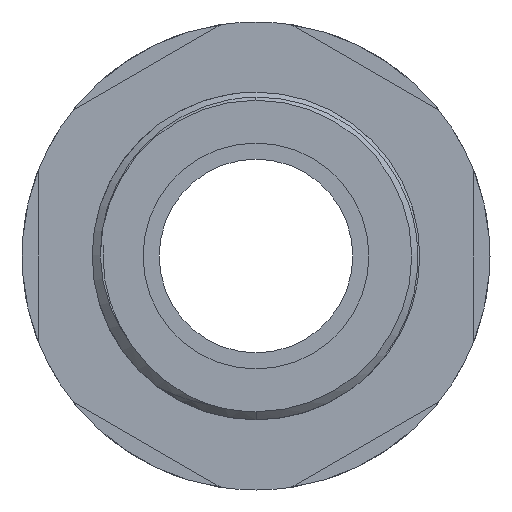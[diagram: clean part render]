
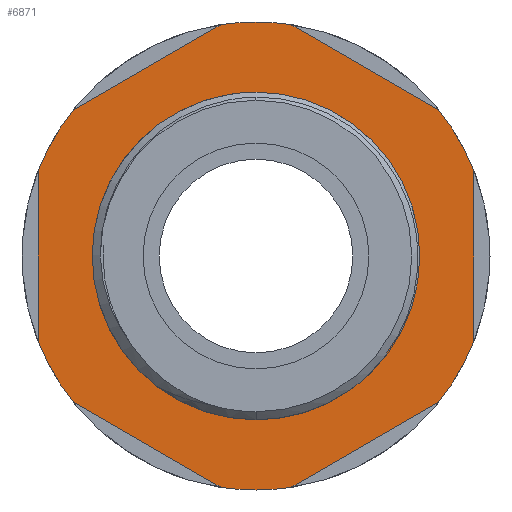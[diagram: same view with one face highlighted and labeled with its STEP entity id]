
A CAD part, front view. The second image highlights one B-rep face of the part: STEP entity #6871.
In plain terms, the highlighted planar face has unit normal (0, -1, 0).
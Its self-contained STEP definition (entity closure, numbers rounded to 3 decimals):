
#202 = VERTEX_POINT ( 'NONE', #6241 ) ;
#240 = CARTESIAN_POINT ( 'NONE',  ( -11.333, -8.5, 9.046 ) ) ;
#348 = ORIENTED_EDGE ( 'NONE', *, *, #9450, .T. ) ;
#366 = CIRCLE ( 'NONE', #7262, 14.5 ) ;
#404 = CARTESIAN_POINT ( 'NONE',  ( -6.75, -8.5, 11.691 ) ) ;
#429 = CARTESIAN_POINT ( 'NONE',  ( 11.333, -8.5, -9.046 ) ) ;
#439 = DIRECTION ( 'NONE',  ( 0., -1., 0. ) ) ;
#463 = CARTESIAN_POINT ( 'NONE',  ( 0., -8.5, -9.815 ) ) ;
#464 = VERTEX_POINT ( 'NONE', #5059 ) ;
#539 = AXIS2_PLACEMENT_3D ( 'NONE', #7601, #2655, #8370 ) ;
#575 = EDGE_CURVE ( 'NONE', #10072, #464, #1839, .T. ) ;
#701 = CARTESIAN_POINT ( 'NONE',  ( 0., -8.5, 0. ) ) ;
#858 = VERTEX_POINT ( 'NONE', #3379 ) ;
#882 = DIRECTION ( 'NONE',  ( 0., -1., 0. ) ) ;
#1291 = AXIS2_PLACEMENT_3D ( 'NONE', #9282, #4529, #10053 ) ;
#1531 = DIRECTION ( 'NONE',  ( 0., 0., -1. ) ) ;
#1605 = VERTEX_POINT ( 'NONE', #1867 ) ;
#1677 = LINE ( 'NONE', #2068, #8226 ) ;
#1691 = ORIENTED_EDGE ( 'NONE', *, *, #5163, .T. ) ;
#1705 = AXIS2_PLACEMENT_3D ( 'NONE', #2340, #8077, #3194 ) ;
#1717 = CARTESIAN_POINT ( 'NONE',  ( 0., -8.5, 0. ) ) ;
#1772 = LINE ( 'NONE', #4456, #5957 ) ;
#1793 = CIRCLE ( 'NONE', #10338, 14.5 ) ;
#1797 = AXIS2_PLACEMENT_3D ( 'NONE', #8145, #3279, #8901 ) ;
#1839 = CIRCLE ( 'NONE', #8807, 14.5 ) ;
#1867 = CARTESIAN_POINT ( 'NONE',  ( -2.167, -8.5, 14.337 ) ) ;
#1897 = CARTESIAN_POINT ( 'NONE',  ( -11.333, -8.5, -9.046 ) ) ;
#2068 = CARTESIAN_POINT ( 'NONE',  ( 6.75, -8.5, -11.691 ) ) ;
#2340 = CARTESIAN_POINT ( 'NONE',  ( 0., -8.5, 0. ) ) ;
#2365 = FACE_BOUND ( 'NONE', #7538, .T. ) ;
#2555 = DIRECTION ( 'NONE',  ( 0., 0., -1. ) ) ;
#2655 = DIRECTION ( 'NONE',  ( 0., -1., 0. ) ) ;
#2689 = VERTEX_POINT ( 'NONE', #8052 ) ;
#2775 = AXIS2_PLACEMENT_3D ( 'NONE', #3612, #9218, #4440 ) ;
#3037 = ORIENTED_EDGE ( 'NONE', *, *, #4881, .T. ) ;
#3194 = DIRECTION ( 'NONE',  ( 0., 0., -1. ) ) ;
#3279 = DIRECTION ( 'NONE',  ( 0., -1., 0. ) ) ;
#3307 = VERTEX_POINT ( 'NONE', #463 ) ;
#3379 = CARTESIAN_POINT ( 'NONE',  ( -13.5, -8.5, -5.292 ) ) ;
#3428 = ORIENTED_EDGE ( 'NONE', *, *, #5464, .T. ) ;
#3612 = CARTESIAN_POINT ( 'NONE',  ( 0., -8.5, 0. ) ) ;
#3683 = CARTESIAN_POINT ( 'NONE',  ( 13.5, -8.5, -5.292 ) ) ;
#3968 = EDGE_CURVE ( 'NONE', #10204, #4641, #8476, .T. ) ;
#4023 = EDGE_CURVE ( 'NONE', #10179, #10276, #1677, .T. ) ;
#4115 = DIRECTION ( 'NONE',  ( 0., 0., -1. ) ) ;
#4248 = EDGE_CURVE ( 'NONE', #9152, #202, #9307, .T. ) ;
#4415 = DIRECTION ( 'NONE',  ( 0., -1., 0. ) ) ;
#4440 = DIRECTION ( 'NONE',  ( 0., 0., -1. ) ) ;
#4456 = CARTESIAN_POINT ( 'NONE',  ( 13.5, -8.5, 0. ) ) ;
#4529 = DIRECTION ( 'NONE',  ( 0., -1., 0. ) ) ;
#4641 = VERTEX_POINT ( 'NONE', #8550 ) ;
#4642 = AXIS2_PLACEMENT_3D ( 'NONE', #1717, #7507, #2555 ) ;
#4712 = DIRECTION ( 'NONE',  ( 0., 0., -1. ) ) ;
#4744 = EDGE_CURVE ( 'NONE', #4641, #7161, #6363, .T. ) ;
#4746 = DIRECTION ( 'NONE',  ( 0., -1., 0. ) ) ;
#4761 = VERTEX_POINT ( 'NONE', #8834 ) ;
#4765 = CARTESIAN_POINT ( 'NONE',  ( 0., -8.5, 0. ) ) ;
#4839 = VECTOR ( 'NONE', #8781, 1000. ) ;
#4881 = EDGE_CURVE ( 'NONE', #464, #858, #6105, .T. ) ;
#5027 = EDGE_CURVE ( 'NONE', #9579, #10179, #366, .T. ) ;
#5059 = CARTESIAN_POINT ( 'NONE',  ( -13.5, -8.5, 5.292 ) ) ;
#5163 = EDGE_CURVE ( 'NONE', #4761, #10204, #1793, .T. ) ;
#5197 = CIRCLE ( 'NONE', #7562, 14.5 ) ;
#5278 = CARTESIAN_POINT ( 'NONE',  ( 6.75, -8.5, 11.691 ) ) ;
#5353 = ORIENTED_EDGE ( 'NONE', *, *, #5027, .T. ) ;
#5370 = CARTESIAN_POINT ( 'NONE',  ( 2.167, -8.5, -14.337 ) ) ;
#5435 = CARTESIAN_POINT ( 'NONE',  ( 11.333, -8.5, 9.046 ) ) ;
#5464 = EDGE_CURVE ( 'NONE', #10276, #7906, #10231, .T. ) ;
#5556 = EDGE_CURVE ( 'NONE', #1605, #10072, #10004, .T. ) ;
#5835 = VECTOR ( 'NONE', #6223, 1000. ) ;
#5877 = CARTESIAN_POINT ( 'NONE',  ( 0., -8.5, 0. ) ) ;
#5879 = EDGE_CURVE ( 'NONE', #3307, #2689, #7555, .T. ) ;
#5957 = VECTOR ( 'NONE', #8489, 1000. ) ;
#6054 = AXIS2_PLACEMENT_3D ( 'NONE', #10139, #439, #6270 ) ;
#6105 = LINE ( 'NONE', #7373, #9524 ) ;
#6140 = ORIENTED_EDGE ( 'NONE', *, *, #5556, .T. ) ;
#6223 = DIRECTION ( 'NONE',  ( -0.866, 0., -0.5 ) ) ;
#6232 = ORIENTED_EDGE ( 'NONE', *, *, #4744, .T. ) ;
#6241 = CARTESIAN_POINT ( 'NONE',  ( -2.167, -8.5, -14.337 ) ) ;
#6270 = DIRECTION ( 'NONE',  ( 0., 0., -1. ) ) ;
#6363 = CIRCLE ( 'NONE', #1705, 14.5 ) ;
#6526 = DIRECTION ( 'NONE',  ( 0., -1., 0. ) ) ;
#6710 = DIRECTION ( 'NONE',  ( 0., 0., -1. ) ) ;
#6863 = CIRCLE ( 'NONE', #1797, 14.5 ) ;
#6871 = ADVANCED_FACE ( 'NONE', ( #2365, #10398 ), #8579, .T. ) ;
#7060 = DIRECTION ( 'NONE',  ( 0.866, 0., 0.5 ) ) ;
#7161 = VERTEX_POINT ( 'NONE', #7535 ) ;
#7262 = AXIS2_PLACEMENT_3D ( 'NONE', #5877, #882, #6710 ) ;
#7273 = ORIENTED_EDGE ( 'NONE', *, *, #9635, .T. ) ;
#7301 = ORIENTED_EDGE ( 'NONE', *, *, #3968, .T. ) ;
#7373 = CARTESIAN_POINT ( 'NONE',  ( -13.5, -8.5, 0. ) ) ;
#7374 = ORIENTED_EDGE ( 'NONE', *, *, #9191, .T. ) ;
#7507 = DIRECTION ( 'NONE',  ( 0., -1., 0. ) ) ;
#7535 = CARTESIAN_POINT ( 'NONE',  ( 0., -8.5, 14.5 ) ) ;
#7538 = EDGE_LOOP ( 'NONE', ( #8522, #10268 ) ) ;
#7555 = CIRCLE ( 'NONE', #2775, 9.815 ) ;
#7562 = AXIS2_PLACEMENT_3D ( 'NONE', #701, #6526, #1531 ) ;
#7601 = CARTESIAN_POINT ( 'NONE',  ( 0., -8.5, 0. ) ) ;
#7739 = DIRECTION ( 'NONE',  ( -0.866, 0., 0.5 ) ) ;
#7906 = VERTEX_POINT ( 'NONE', #3683 ) ;
#8006 = ORIENTED_EDGE ( 'NONE', *, *, #575, .T. ) ;
#8025 = CARTESIAN_POINT ( 'NONE',  ( -6.75, -8.5, -11.691 ) ) ;
#8052 = CARTESIAN_POINT ( 'NONE',  ( 0., -8.5, 9.815 ) ) ;
#8077 = DIRECTION ( 'NONE',  ( 0., -1., 0. ) ) ;
#8145 = CARTESIAN_POINT ( 'NONE',  ( 0., -8.5, 0. ) ) ;
#8208 = CARTESIAN_POINT ( 'NONE',  ( 0., -8.5, -14.5 ) ) ;
#8226 = VECTOR ( 'NONE', #7060, 1000. ) ;
#8370 = DIRECTION ( 'NONE',  ( 0., 0., -1. ) ) ;
#8476 = LINE ( 'NONE', #5278, #10248 ) ;
#8489 = DIRECTION ( 'NONE',  ( 0., 0., 1. ) ) ;
#8522 = ORIENTED_EDGE ( 'NONE', *, *, #8869, .F. ) ;
#8550 = CARTESIAN_POINT ( 'NONE',  ( 2.167, -8.5, 14.337 ) ) ;
#8579 = PLANE ( 'NONE',  #6054 ) ;
#8758 = ORIENTED_EDGE ( 'NONE', *, *, #4248, .T. ) ;
#8781 = DIRECTION ( 'NONE',  ( 0.866, 0., -0.5 ) ) ;
#8807 = AXIS2_PLACEMENT_3D ( 'NONE', #4765, #4746, #4712 ) ;
#8834 = CARTESIAN_POINT ( 'NONE',  ( 13.5, -8.5, 5.292 ) ) ;
#8869 = EDGE_CURVE ( 'NONE', #2689, #3307, #9995, .T. ) ;
#8901 = DIRECTION ( 'NONE',  ( 0., 0., -1. ) ) ;
#9152 = VERTEX_POINT ( 'NONE', #1897 ) ;
#9183 = CARTESIAN_POINT ( 'NONE',  ( 0., -8.5, 0. ) ) ;
#9191 = EDGE_CURVE ( 'NONE', #7906, #4761, #1772, .T. ) ;
#9218 = DIRECTION ( 'NONE',  ( 0., -1., 0. ) ) ;
#9282 = CARTESIAN_POINT ( 'NONE',  ( 0., -8.5, 0. ) ) ;
#9307 = LINE ( 'NONE', #8025, #4839 ) ;
#9388 = EDGE_CURVE ( 'NONE', #202, #9579, #5197, .T. ) ;
#9450 = EDGE_CURVE ( 'NONE', #858, #9152, #6863, .T. ) ;
#9524 = VECTOR ( 'NONE', #4115, 1000. ) ;
#9558 = EDGE_LOOP ( 'NONE', ( #8006, #3037, #348, #8758, #10226, #5353, #9644, #3428, #7374, #1691, #7301, #6232, #7273, #6140 ) ) ;
#9579 = VERTEX_POINT ( 'NONE', #8208 ) ;
#9635 = EDGE_CURVE ( 'NONE', #7161, #1605, #9987, .T. ) ;
#9644 = ORIENTED_EDGE ( 'NONE', *, *, #4023, .T. ) ;
#9955 = DIRECTION ( 'NONE',  ( 0., 0., -1. ) ) ;
#9987 = CIRCLE ( 'NONE', #4642, 14.5 ) ;
#9995 = CIRCLE ( 'NONE', #539, 9.815 ) ;
#10004 = LINE ( 'NONE', #404, #5835 ) ;
#10053 = DIRECTION ( 'NONE',  ( 0., 0., -1. ) ) ;
#10072 = VERTEX_POINT ( 'NONE', #240 ) ;
#10139 = CARTESIAN_POINT ( 'NONE',  ( 0., -8.5, 0. ) ) ;
#10179 = VERTEX_POINT ( 'NONE', #5370 ) ;
#10204 = VERTEX_POINT ( 'NONE', #5435 ) ;
#10226 = ORIENTED_EDGE ( 'NONE', *, *, #9388, .T. ) ;
#10231 = CIRCLE ( 'NONE', #1291, 14.5 ) ;
#10248 = VECTOR ( 'NONE', #7739, 1000. ) ;
#10268 = ORIENTED_EDGE ( 'NONE', *, *, #5879, .F. ) ;
#10276 = VERTEX_POINT ( 'NONE', #429 ) ;
#10338 = AXIS2_PLACEMENT_3D ( 'NONE', #9183, #4415, #9955 ) ;
#10398 = FACE_OUTER_BOUND ( 'NONE', #9558, .T. ) ;
